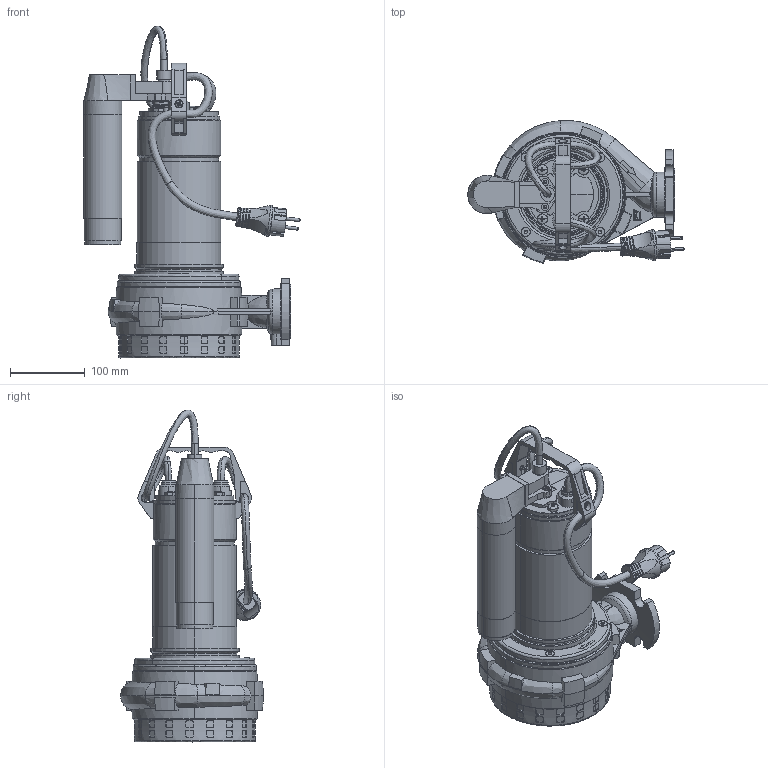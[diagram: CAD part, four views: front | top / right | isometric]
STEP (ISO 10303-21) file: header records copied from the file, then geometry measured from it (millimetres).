
FILE_DESCRIPTION (( 'STEP AP203' ), '1' );
FILE_NAME ('10018187swa00.step', '2023-06-20T14:46:54', ( '' ), ( '' ), 'SwSTEP 2.0', 'SolidWorks 2020', '' );
FILE_SCHEMA (( 'CONFIG_CONTROL_DESIGN' ));
Length unit declared in the file: millimetre
Products named in the file (14): 10018187swa00; Copia di 3_65_417_semplificato^10018187swa00; Coperchio^Copia di Galleggiante GF_10018187swa00; Copia di M6x35_UNI_5933^10018187swa00; Copia di 3_65_404_semplificato^10018187swa00; Copia di Vite_TCB_M5x201^10018187swa00; Copia di 4_92_100_REV04^Copia di Galleggiante GF_10018187swa00; Copia di 3_65_405_semplificato^10018187swa00; Copia di 3_92_153_L225_semplificato^10018187swa00; Copia di 1_65_107_REV00_semplificato^10018187swa00; Copia di Galleggiante GF^10018187swa00; Copia di 3_92_128_semplificato^Coperchio_Copia di Galleggiante GF_10018187swa00_Cavo doppio; Copia di GF^Copia di Galleggiante GF_10018187swa00; Copia di 70142^Coperchio_Copia di Galleggiante GF_10018187swa00
Assembly tree (18 placements, depth 4):
  10018187swa00
    Copia di 3_65_417_semplificato^10018187swa00
    Copia di 3_65_405_semplificato^10018187swa00
    Copia di 3_92_153_L225_semplificato^10018187swa00
    Copia di M6x35_UNI_5933^10018187swa00  x4
    Copia di 1_65_107_REV00_semplificato^10018187swa00
    Copia di 3_65_404_semplificato^10018187swa00
    Copia di Vite_TCB_M5x201^10018187swa00  x3
    Copia di Galleggiante GF^10018187swa00
      Copia di GF^Copia di Galleggiante GF_10018187swa00
      Copia di 4_92_100_REV04^Copia di Galleggiante GF_10018187swa00
      Coperchio^Copia di Galleggiante GF_10018187swa00
        Copia di 70142^Coperchio_Copia di Galleggiante GF_10018187swa00
        Copia di 3_92_128_semplificato^Coperchio_Copia di Galleggiante GF_10018187swa00_Cavo doppio
Bounding box: 289.98 x 191.49 x 444.85 mm (x, y, z)
Volume: 5494451.9 mm3; surface area: 573755.6 mm2
Topology: 39 solids, 39 shells, 1806 faces, 4693 edges, 3059 vertices
Faces by surface type: plane 906, cylinder 586, bspline 208, cone 60, sphere 28, torus 18
Entity records: 101456 total; most frequent: CARTESIAN_POINT 59695, ORIENTED_EDGE 8838, DIRECTION 7614, EDGE_CURVE 4419, VERTEX_POINT 2898, AXIS2_PLACEMENT_3D 2720, VECTOR 2174, LINE 2174
